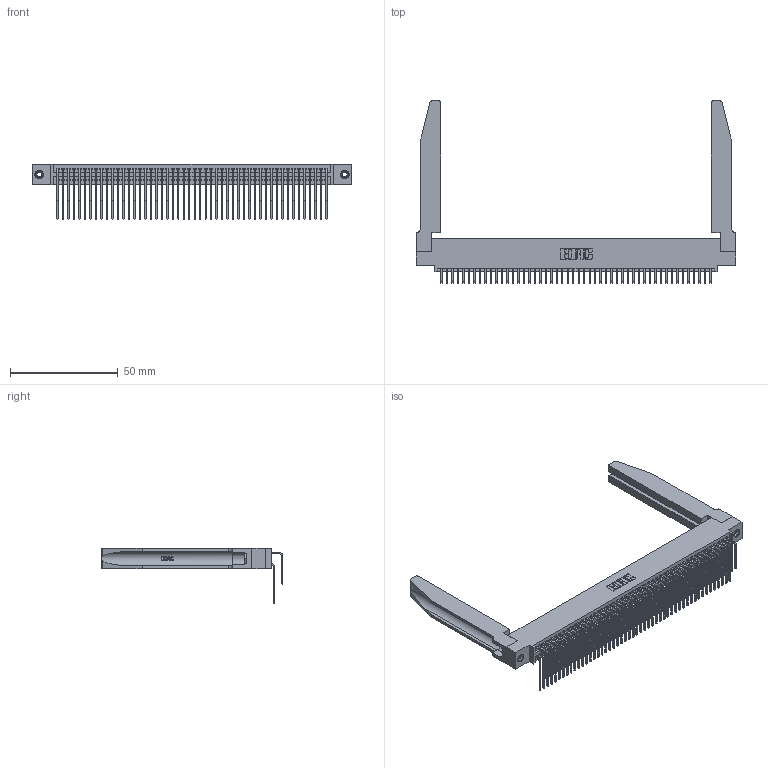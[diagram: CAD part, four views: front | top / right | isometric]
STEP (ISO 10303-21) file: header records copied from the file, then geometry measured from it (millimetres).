
FILE_DESCRIPTION (( 'STEP AP203' ), '1' );
FILE_NAME ('395-100-559-578.STEP', '2019-10-26T16:52:39', ( '' ), ( '' ), 'SwSTEP 2.0', 'SolidWorks 2016', '' );
FILE_SCHEMA (( 'CONFIG_CONTROL_DESIGN' ));
Length unit declared in the file: inch
Products named in the file (6): 345-220-078_345-220-078; 395-100-559-578; 345 Part_0.110 Offset - 0.156 Dia-TH; 345-292-001_558 559 Tail - 1; 345-292-001_559 Tail - 2; 345-250-001_345-250-001-102
Assembly tree (105 placements, depth 2):
  395-100-559-578
    345 Part_0.110 Offset - 0.156 Dia-TH
    345-292-001_558 559 Tail - 1  x50
    345-292-001_559 Tail - 2  x50
    345-250-001_345-250-001-102  x2
    345-220-078_345-220-078  x2
Bounding box: 148.23 x 84.32 x 25.53 mm (x, y, z)
Volume: 22747.8 mm3; surface area: 31938 mm2
Topology: 105 solids, 105 shells, 5564 faces, 16461 edges, 10830 vertices
Faces by surface type: plane 3726, cylinder 1786, bspline 36, cone 12, torus 4
Entity records: 44678 total; most frequent: CARTESIAN_POINT 8446, ORIENTED_EDGE 7226, DIRECTION 6403, EDGE_CURVE 3613, LINE 3147, VECTOR 3147, VERTEX_POINT 2400, AXIS2_PLACEMENT_3D 1628
